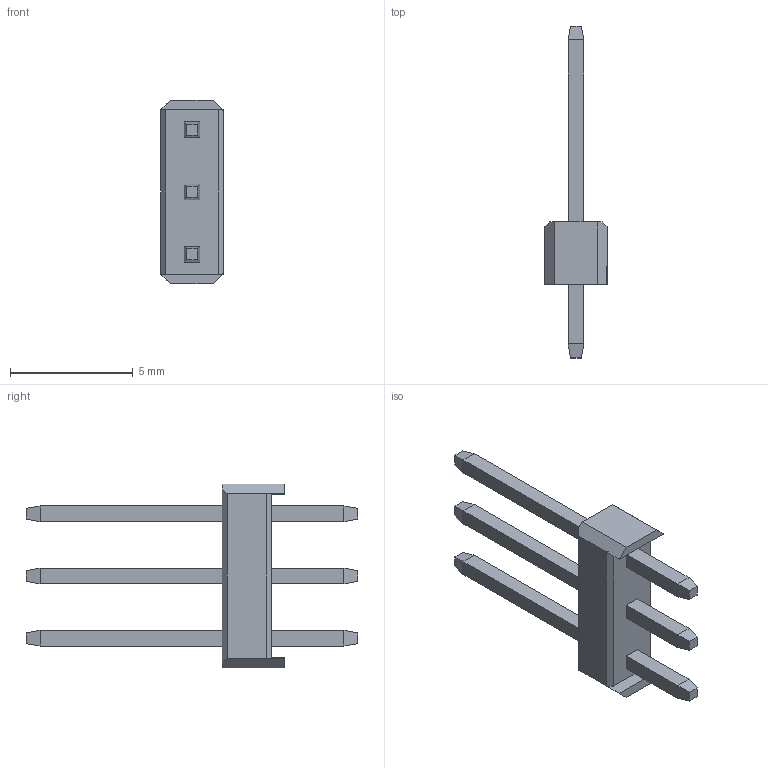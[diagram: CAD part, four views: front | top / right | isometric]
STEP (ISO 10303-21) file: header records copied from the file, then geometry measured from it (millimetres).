
FILE_DESCRIPTION (( 'STEP AP214' ), '1' );
FILE_NAME ('3x1 Male Pin Header.STEP', '2018-11-17T18:42:01', ( 'M.B.I.' ), ( '' ), 'SwSTEP 2.0', '', '' );
FILE_SCHEMA (( 'AUTOMOTIVE_DESIGN' ));
Length unit declared in the file: millimetre
Products named in the file (1): 3x1 Male Pin Header
Bounding box: 2.54 x 13.54 x 7.5 mm (x, y, z)
Volume: 51.6 mm3; surface area: 195.3 mm2
Topology: 4 solids, 4 shells, 82 faces, 192 edges, 118 vertices
Faces by surface type: plane 82
Entity records: 2329 total; most frequent: CARTESIAN_POINT 393, ORIENTED_EDGE 384, DIRECTION 358, EDGE_CURVE 192, LINE 192, VECTOR 192, VERTEX_POINT 118, EDGE_LOOP 88
